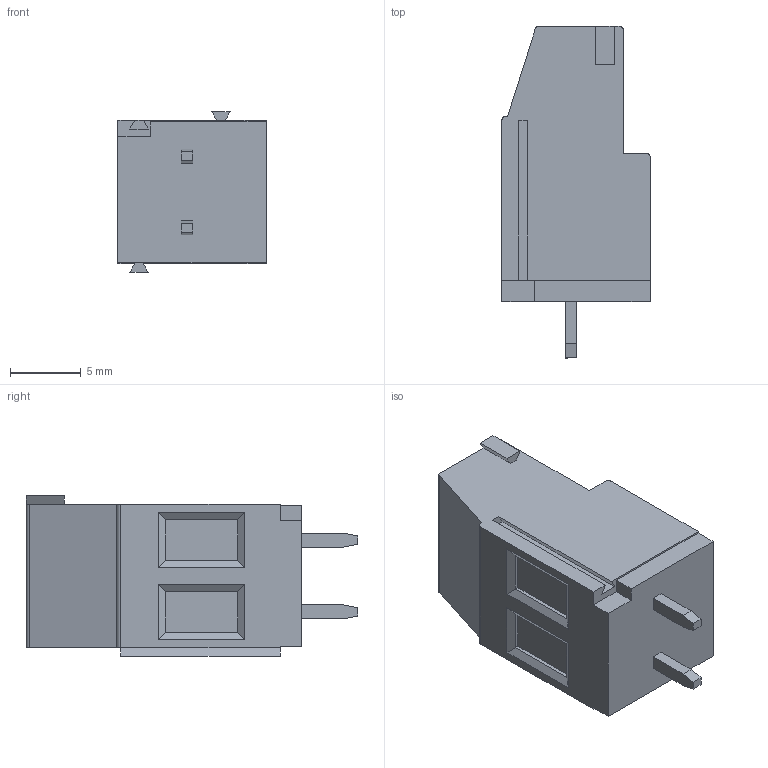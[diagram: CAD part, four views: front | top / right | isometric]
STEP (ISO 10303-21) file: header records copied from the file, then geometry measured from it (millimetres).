
FILE_DESCRIPTION (( 'STEP AP214' ), '1' );
FILE_NAME ('CUI_DEVICES_TB009-508-02BE.step', '2021-01-15T01:25:07', ( '' ), ( '' ), 'SwSTEP 2.0', 'SolidWorks 2020', '' );
FILE_SCHEMA (( 'AUTOMOTIVE_DESIGN' ));
Length unit declared in the file: millimetre
Products named in the file (2): CUI_DEVICES_TB009-508-02BE; TB009-508-02P_Blue - S
Assembly tree (1 placements, depth 2):
  CUI_DEVICES_TB009-508-02BE
    TB009-508-02P_Blue - S
Bounding box: 10.5 x 23.5 x 11.36 mm (x, y, z)
Volume: 1748.8 mm3; surface area: 1190.5 mm2
Topology: 5 solids, 5 shells, 124 faces, 301 edges, 194 vertices
Faces by surface type: plane 87, cylinder 14, torus 10, cone 8, bspline 5
Entity records: 5405 total; most frequent: CARTESIAN_POINT 1720, ORIENTED_EDGE 602, DIRECTION 587, EDGE_CURVE 301, VECTOR 209, LINE 209, VERTEX_POINT 194, AXIS2_PLACEMENT_3D 189
